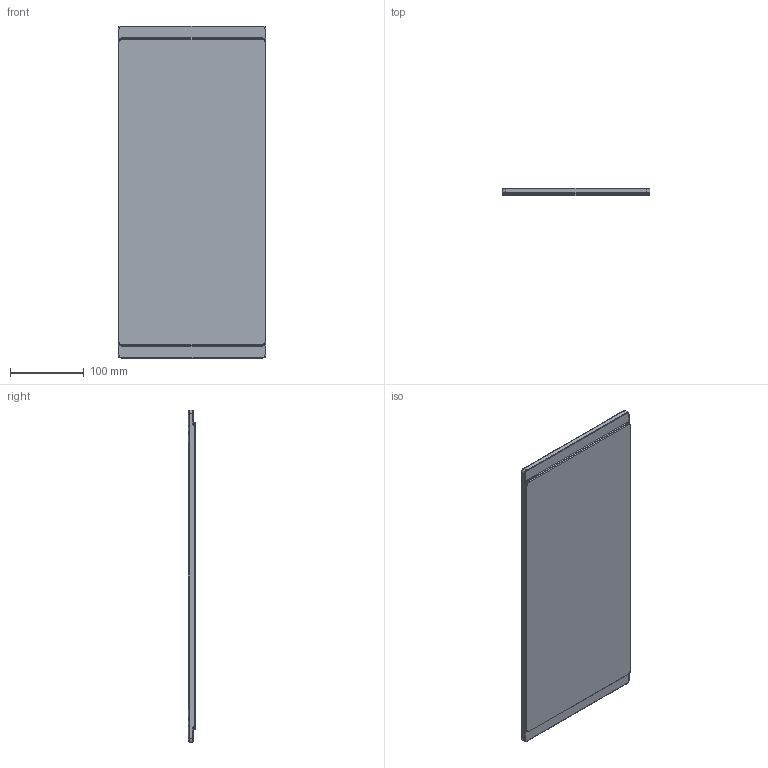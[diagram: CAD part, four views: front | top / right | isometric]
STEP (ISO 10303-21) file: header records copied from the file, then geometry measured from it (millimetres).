
FILE_DESCRIPTION (( 'STEP AP214' ), '1' );
FILE_NAME ('ZQN - deska - A3.STEP', '2023-04-03T12:42:02', ( '' ), ( '' ), 'SwSTEP 2.0', 'SolidWorks 2018', '' );
FILE_SCHEMA (( 'AUTOMOTIVE_DESIGN' ));
Length unit declared in the file: millimetre
Products named in the file (1): ZQN - deska - A3
Bounding box: 200 x 10 x 450 mm (x, y, z)
Volume: 878856.5 mm3; surface area: 191370.3 mm2
Topology: 1 solids, 1 shells, 54 faces, 124 edges, 68 vertices
Faces by surface type: bspline 34, plane 10, cylinder 10
Entity records: 4048 total; most frequent: CARTESIAN_POINT 3131, ORIENTED_EDGE 240, EDGE_CURVE 120, DIRECTION 86, B_SPLINE_CURVE_WITH_KNOTS 72, VERTEX_POINT 68, ADVANCED_FACE 54, FACE_OUTER_BOUND 54
